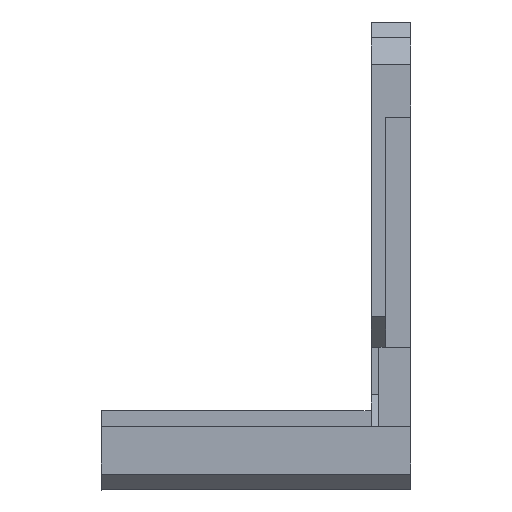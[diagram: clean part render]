
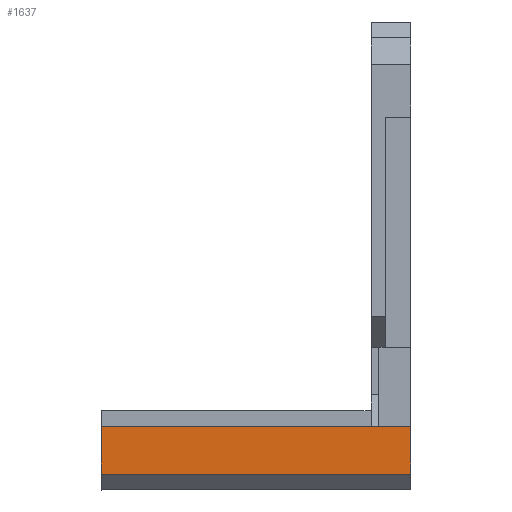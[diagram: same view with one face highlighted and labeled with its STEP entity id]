
A CAD part, left-side view. The second image highlights one B-rep face of the part: STEP entity #1637.
In plain terms, the highlighted planar face has unit normal (-1, 0, 0).
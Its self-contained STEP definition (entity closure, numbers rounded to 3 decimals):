
#29 = LINE ( 'NONE', #54, #1447 ) ;
#48 = DIRECTION ( 'NONE',  ( 0., 1., 0. ) ) ;
#54 = CARTESIAN_POINT ( 'NONE',  ( -65.323, 50.15, 59.732 ) ) ;
#103 = ORIENTED_EDGE ( 'NONE', *, *, #1322, .F. ) ;
#164 = VECTOR ( 'NONE', #2058, 1000. ) ;
#326 = CARTESIAN_POINT ( 'NONE',  ( -65.323, 50.15, 54.482 ) ) ;
#380 = LINE ( 'NONE', #2300, #691 ) ;
#433 = DIRECTION ( 'NONE',  ( 0., 0., -1. ) ) ;
#691 = VECTOR ( 'NONE', #433, 1000. ) ;
#882 = VERTEX_POINT ( 'NONE', #326 ) ;
#1102 = CARTESIAN_POINT ( 'NONE',  ( -65.323, 89.15, 54.482 ) ) ;
#1322 = EDGE_CURVE ( 'NONE', #882, #1691, #4557, .T. ) ;
#1374 = EDGE_CURVE ( 'NONE', #4389, #1691, #380, .T. ) ;
#1392 = VECTOR ( 'NONE', #48, 1000. ) ;
#1447 = VECTOR ( 'NONE', #3058, 1000. ) ;
#1560 = EDGE_CURVE ( 'NONE', #2241, #4389, #1677, .T. ) ;
#1637 = ADVANCED_FACE ( 'NONE', ( #3245 ), #4414, .T. ) ;
#1677 = LINE ( 'NONE', #4270, #164 ) ;
#1691 = VERTEX_POINT ( 'NONE', #1102 ) ;
#1823 = CARTESIAN_POINT ( 'NONE',  ( -65.323, 89.15, 60.482 ) ) ;
#2058 = DIRECTION ( 'NONE',  ( 0., 1., 0. ) ) ;
#2241 = VERTEX_POINT ( 'NONE', #3565 ) ;
#2300 = CARTESIAN_POINT ( 'NONE',  ( -65.323, 89.15, 58.232 ) ) ;
#2317 = EDGE_LOOP ( 'NONE', ( #4056, #2660, #103, #2675 ) ) ;
#2476 = EDGE_CURVE ( 'NONE', #2241, #882, #29, .T. ) ;
#2660 = ORIENTED_EDGE ( 'NONE', *, *, #1374, .T. ) ;
#2675 = ORIENTED_EDGE ( 'NONE', *, *, #2476, .F. ) ;
#2838 = DIRECTION ( 'NONE',  ( 0., 1., 0. ) ) ;
#3058 = DIRECTION ( 'NONE',  ( 0., 0., -1. ) ) ;
#3245 = FACE_OUTER_BOUND ( 'NONE', #2317, .T. ) ;
#3340 = CARTESIAN_POINT ( 'NONE',  ( -65.323, 70.65, 54.482 ) ) ;
#3565 = CARTESIAN_POINT ( 'NONE',  ( -65.323, 50.15, 60.482 ) ) ;
#3721 = AXIS2_PLACEMENT_3D ( 'NONE', #4392, #4798, #2838 ) ;
#4056 = ORIENTED_EDGE ( 'NONE', *, *, #1560, .T. ) ;
#4270 = CARTESIAN_POINT ( 'NONE',  ( -65.323, 70.65, 60.482 ) ) ;
#4389 = VERTEX_POINT ( 'NONE', #1823 ) ;
#4392 = CARTESIAN_POINT ( 'NONE',  ( -65.323, 52.15, 62.982 ) ) ;
#4414 = PLANE ( 'NONE',  #3721 ) ;
#4557 = LINE ( 'NONE', #3340, #1392 ) ;
#4798 = DIRECTION ( 'NONE',  ( -1., 0., 0. ) ) ;
